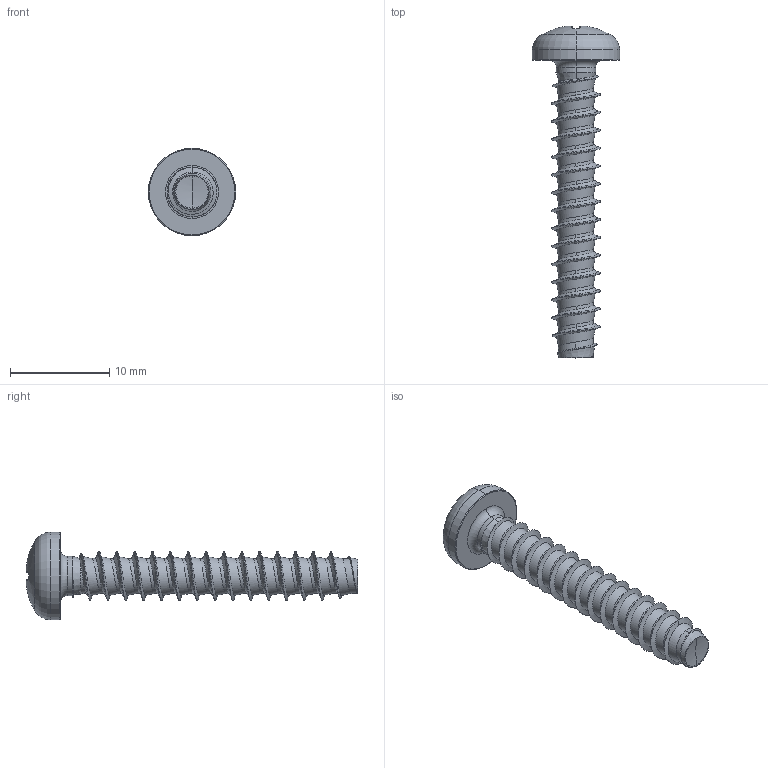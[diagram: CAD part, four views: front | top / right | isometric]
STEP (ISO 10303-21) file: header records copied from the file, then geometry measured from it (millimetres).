
FILE_DESCRIPTION (( 'STEP AP203' ), '1' );
FILE_NAME ('STP320500300.STEP', '2017-08-15T14:46:13', ( '' ), ( '' ), 'SwSTEP 2.0', 'SolidWorks 2015', '' );
FILE_SCHEMA (( 'CONFIG_CONTROL_DESIGN' ));
Length unit declared in the file: millimetre
Products named in the file (1): STP320500300
Bounding box: 8.8 x 33.45 x 8.8 mm (x, y, z)
Volume: 500.8 mm3; surface area: 744 mm2
Topology: 1 solids, 1 shells, 194 faces, 453 edges, 261 vertices
Faces by surface type: cylinder 57, bspline 51, torus 28, sphere 28, plane 22, cone 8
Entity records: 35059 total; most frequent: CARTESIAN_POINT 31035, ORIENTED_EDGE 902, DIRECTION 751, EDGE_CURVE 451, AXIS2_PLACEMENT_3D 331, VERTEX_POINT 261, EDGE_LOOP 196, ADVANCED_FACE 194
